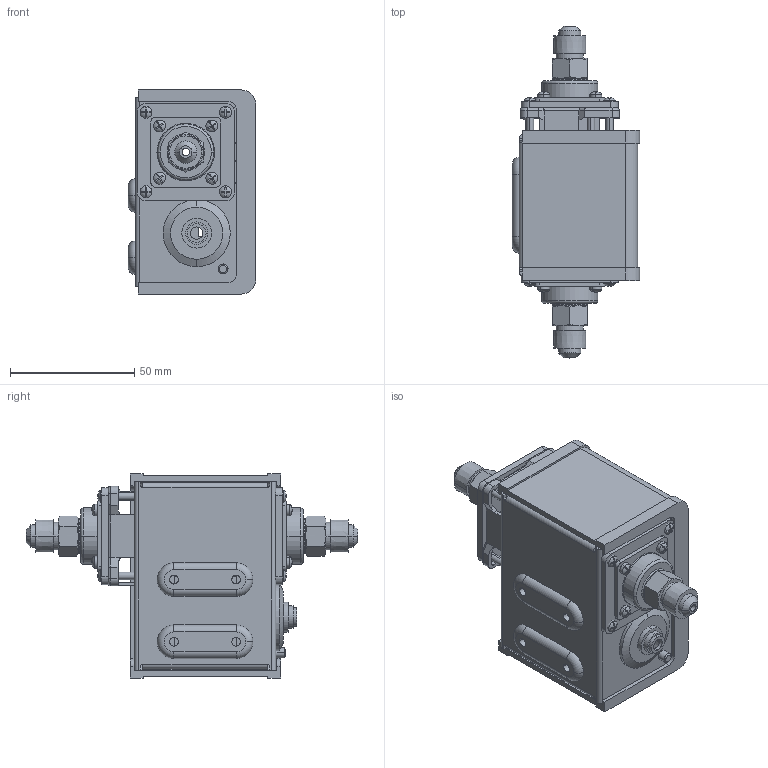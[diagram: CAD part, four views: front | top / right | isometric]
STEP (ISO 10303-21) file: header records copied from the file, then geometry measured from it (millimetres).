
FILE_DESCRIPTION (( 'STEP AP203' ), '1' );
FILE_NAME ('5D6H(G1-4大压力）简图.STEP', '2023-05-30T08:06:39', ( '微软用户' ), ( '微软中国' ), 'SwSTEP 2.0', 'SolidWorks 2018', '' );
FILE_SCHEMA (( 'CONFIG_CONTROL_DESIGN' ));
Length unit declared in the file: millimetre
Products named in the file (15): 5D6H(G1-4大压力）简图; 傻諉芛假蚾蹟隊; 諉華蹟隊; 4.55.41.01 諉盄誘杶; 價釱01; 欶裔蹟隊; 5D覃揤盓殤; 覦僅啣蹟隊; 5D耜啣; 5D欶裔3; 揤薯硌尨啣; 詢揤菜え; ｹﾌｶｨﾖｧｼﾜｳﾁﾍｷﾂﾝｶ､; 5D(G1-4湮揤薯ㄘ; 固定支架安装螺钉
Assembly tree (31 placements, depth 2):
  5D6H(G1-4大压力）简图
    價釱01
    5D覃揤盓殤
    5D耜啣
    揤薯硌尨啣
    ｹﾌｶｨﾖｧｼﾜｳﾁﾍｷﾂﾝｶ､
    固定支架安装螺钉  x3
    傻諉芛假蚾蹟隊  x5
    諉華蹟隊
    4.55.41.01 諉盄誘杶
    欶裔蹟隊  x9
    覦僅啣蹟隊  x2
    5D欶裔3
    詢揤菜え  x2
    5D(G1-4湮揤薯ㄘ  x2
Bounding box: 51.21 x 133.5 x 82.1 mm (x, y, z)
Volume: 61817.6 mm3; surface area: 73252.6 mm2
Topology: 33 solids, 33 shells, 1338 faces, 3434 edges, 2218 vertices
Faces by surface type: plane 739, cylinder 425, torus 74, cone 74, bspline 26
Entity records: 30571 total; most frequent: CARTESIAN_POINT 7623, ORIENTED_EDGE 4384, DIRECTION 4300, EDGE_CURVE 2192, AXIS2_PLACEMENT_3D 1439, VECTOR 1422, LINE 1422, VERTEX_POINT 1418
